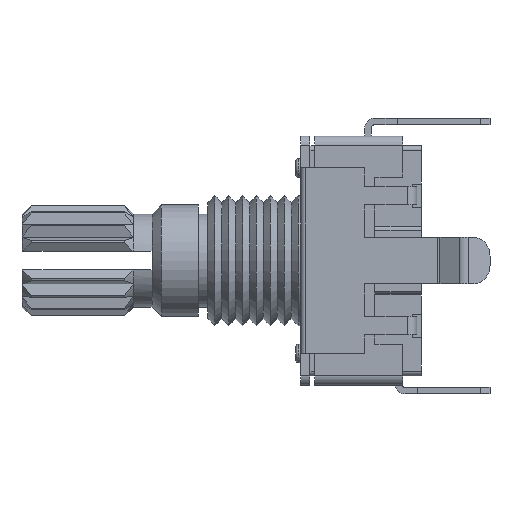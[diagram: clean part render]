
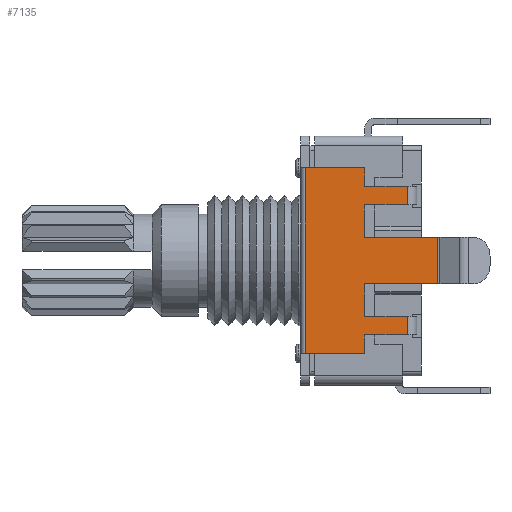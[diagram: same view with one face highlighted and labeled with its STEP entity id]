
A CAD part, left-side view. The second image highlights one B-rep face of the part: STEP entity #7135.
In plain terms, the highlighted planar face has unit normal (-1, 0, 0).
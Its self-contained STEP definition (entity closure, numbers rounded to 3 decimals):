
#272=FACE_OUTER_BOUND('',#663,.T.);
#663=EDGE_LOOP('',(#4892,#4893,#4894,#4895,#4896,#4897,#4898,#4899,#4900,
#4901,#4902,#4903,#4904,#4905,#4906,#4907));
#1325=LINE('',#10313,#2080);
#1354=LINE('',#10375,#2109);
#1454=LINE('',#10638,#2209);
#1465=LINE('',#10663,#2220);
#1467=LINE('',#10667,#2222);
#1469=LINE('',#10672,#2224);
#1472=LINE('',#10677,#2227);
#1473=LINE('',#10681,#2228);
#1474=LINE('',#10682,#2229);
#1475=LINE('',#10683,#2230);
#1476=LINE('',#10685,#2231);
#1477=LINE('',#10686,#2232);
#1478=LINE('',#10688,#2233);
#1479=LINE('',#10690,#2234);
#1480=LINE('',#10691,#2235);
#1481=LINE('',#10692,#2236);
#2080=VECTOR('',#8247,3.2);
#2109=VECTOR('',#8292,2.3);
#2209=VECTOR('',#8484,2.3);
#2220=VECTOR('',#8503,1.);
#2222=VECTOR('',#8507,1.);
#2224=VECTOR('',#8511,1.75);
#2227=VECTOR('',#8516,1.75);
#2228=VECTOR('',#8519,2.5);
#2229=VECTOR('',#8520,3.935);
#2230=VECTOR('',#8521,1.);
#2231=VECTOR('',#8522,3.2);
#2232=VECTOR('',#8523,10.);
#2233=VECTOR('',#8524,2.3);
#2234=VECTOR('',#8525,1.);
#2235=VECTOR('',#8526,2.3);
#2236=VECTOR('',#8527,3.935);
#2840=VERTEX_POINT('',#10310);
#2841=VERTEX_POINT('',#10312);
#2865=VERTEX_POINT('',#10372);
#2866=VERTEX_POINT('',#10374);
#2982=VERTEX_POINT('',#10635);
#2983=VERTEX_POINT('',#10637);
#2993=VERTEX_POINT('',#10661);
#2994=VERTEX_POINT('',#10665);
#2995=VERTEX_POINT('',#10669);
#2996=VERTEX_POINT('',#10671);
#2997=VERTEX_POINT('',#10675);
#2998=VERTEX_POINT('',#10679);
#2999=VERTEX_POINT('',#10680);
#3000=VERTEX_POINT('',#10684);
#3001=VERTEX_POINT('',#10687);
#3002=VERTEX_POINT('',#10689);
#3553=EDGE_CURVE('',#2841,#2840,#1325,.T.);
#3584=EDGE_CURVE('',#2865,#2866,#1354,.T.);
#3718=EDGE_CURVE('',#2983,#2982,#1454,.T.);
#3731=EDGE_CURVE('',#2865,#2993,#1465,.T.);
#3733=EDGE_CURVE('',#2840,#2994,#1467,.T.);
#3735=EDGE_CURVE('',#2996,#2995,#1469,.T.);
#3738=EDGE_CURVE('',#2997,#2983,#1472,.T.);
#3739=EDGE_CURVE('',#2998,#2999,#1473,.T.);
#3740=EDGE_CURVE('',#2997,#2999,#1474,.T.);
#3741=EDGE_CURVE('',#2982,#2866,#1475,.T.);
#3742=EDGE_CURVE('',#3000,#2993,#1476,.T.);
#3743=EDGE_CURVE('',#2841,#3000,#1477,.T.);
#3744=EDGE_CURVE('',#2994,#3001,#1478,.T.);
#3745=EDGE_CURVE('',#3001,#3002,#1479,.T.);
#3746=EDGE_CURVE('',#2996,#3002,#1480,.T.);
#3747=EDGE_CURVE('',#2995,#2998,#1481,.T.);
#4892=ORIENTED_EDGE('',*,*,#3739,.T.);
#4893=ORIENTED_EDGE('',*,*,#3740,.F.);
#4894=ORIENTED_EDGE('',*,*,#3738,.T.);
#4895=ORIENTED_EDGE('',*,*,#3718,.T.);
#4896=ORIENTED_EDGE('',*,*,#3741,.T.);
#4897=ORIENTED_EDGE('',*,*,#3584,.F.);
#4898=ORIENTED_EDGE('',*,*,#3731,.T.);
#4899=ORIENTED_EDGE('',*,*,#3742,.F.);
#4900=ORIENTED_EDGE('',*,*,#3743,.F.);
#4901=ORIENTED_EDGE('',*,*,#3553,.T.);
#4902=ORIENTED_EDGE('',*,*,#3733,.T.);
#4903=ORIENTED_EDGE('',*,*,#3744,.T.);
#4904=ORIENTED_EDGE('',*,*,#3745,.T.);
#4905=ORIENTED_EDGE('',*,*,#3746,.F.);
#4906=ORIENTED_EDGE('',*,*,#3735,.T.);
#4907=ORIENTED_EDGE('',*,*,#3747,.T.);
#6781=PLANE('',#7591);
#7135=ADVANCED_FACE('',(#272),#6781,.T.);
#7591=AXIS2_PLACEMENT_3D('',#10678,#8517,#8518);
#8247=DIRECTION('',(0.,-1.,0.));
#8292=DIRECTION('',(0.,-1.,0.));
#8484=DIRECTION('',(0.,-1.,0.));
#8503=DIRECTION('',(0.,0.,1.));
#8507=DIRECTION('',(0.,0.,1.));
#8511=DIRECTION('',(0.,0.,1.));
#8516=DIRECTION('',(0.,0.,1.));
#8517=DIRECTION('center_axis',(-1.,0.,0.));
#8518=DIRECTION('ref_axis',(0.,-1.,0.));
#8519=DIRECTION('',(0.,0.,1.));
#8520=DIRECTION('',(0.,-1.,0.));
#8521=DIRECTION('',(0.,0.,1.));
#8522=DIRECTION('',(0.,-1.,0.));
#8523=DIRECTION('',(0.,0.,1.));
#8524=DIRECTION('',(0.,-1.,0.));
#8525=DIRECTION('',(0.,0.,1.));
#8526=DIRECTION('',(0.,-1.,0.));
#8527=DIRECTION('',(0.,-1.,0.));
#10310=CARTESIAN_POINT('',(-6.25,3.05,-5.));
#10312=CARTESIAN_POINT('',(-6.25,6.25,-5.));
#10313=CARTESIAN_POINT('',(-6.25,6.25,-5.));
#10372=CARTESIAN_POINT('',(-6.25,3.05,4.));
#10374=CARTESIAN_POINT('',(-6.25,0.75,4.));
#10375=CARTESIAN_POINT('',(-6.25,3.05,4.));
#10635=CARTESIAN_POINT('',(-6.25,0.75,3.));
#10637=CARTESIAN_POINT('',(-6.25,3.05,3.));
#10638=CARTESIAN_POINT('',(-6.25,3.05,3.));
#10661=CARTESIAN_POINT('',(-6.25,3.05,5.));
#10663=CARTESIAN_POINT('',(-6.25,3.05,4.));
#10665=CARTESIAN_POINT('',(-6.25,3.05,-4.));
#10667=CARTESIAN_POINT('',(-6.25,3.05,-5.));
#10669=CARTESIAN_POINT('',(-6.25,3.05,-1.25));
#10671=CARTESIAN_POINT('',(-6.25,3.05,-3.));
#10672=CARTESIAN_POINT('',(-6.25,3.05,-3.));
#10675=CARTESIAN_POINT('',(-6.25,3.05,1.25));
#10677=CARTESIAN_POINT('',(-6.25,3.05,1.25));
#10678=CARTESIAN_POINT('Origin',(-6.25,6.25,-5.));
#10679=CARTESIAN_POINT('',(-6.25,-0.885,-1.25));
#10680=CARTESIAN_POINT('',(-6.25,-0.885,1.25));
#10681=CARTESIAN_POINT('',(-6.25,-0.885,-1.25));
#10682=CARTESIAN_POINT('',(-6.25,3.05,1.25));
#10683=CARTESIAN_POINT('',(-6.25,0.75,3.));
#10684=CARTESIAN_POINT('',(-6.25,6.25,5.));
#10685=CARTESIAN_POINT('',(-6.25,6.25,5.));
#10686=CARTESIAN_POINT('',(-6.25,6.25,-5.));
#10687=CARTESIAN_POINT('',(-6.25,0.75,-4.));
#10688=CARTESIAN_POINT('',(-6.25,3.05,-4.));
#10689=CARTESIAN_POINT('',(-6.25,0.75,-3.));
#10690=CARTESIAN_POINT('',(-6.25,0.75,-4.));
#10691=CARTESIAN_POINT('',(-6.25,3.05,-3.));
#10692=CARTESIAN_POINT('',(-6.25,3.05,-1.25));
